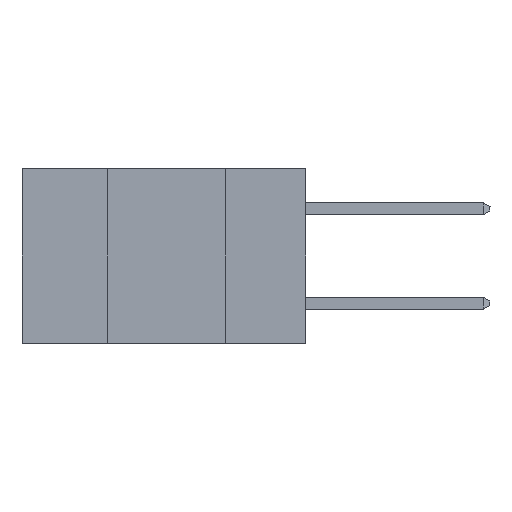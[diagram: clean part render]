
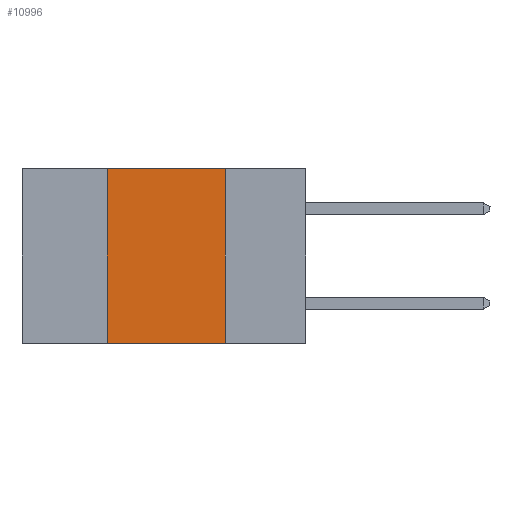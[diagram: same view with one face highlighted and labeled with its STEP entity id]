
A CAD part, left-side view. The second image highlights one B-rep face of the part: STEP entity #10996.
In plain terms, the highlighted planar face has unit normal (-1, 0, 0).
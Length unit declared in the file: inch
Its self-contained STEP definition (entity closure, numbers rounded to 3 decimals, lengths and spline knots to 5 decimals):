
#475 = VERTEX_POINT ( 'NONE', #11772 ) ;
#1987 = VECTOR ( 'NONE', #13094, 39.37008 ) ;
#2847 = LINE ( 'NONE', #15847, #17516 ) ;
#3385 = DIRECTION ( 'NONE',  ( 1., 0., 0. ) ) ;
#4171 = ORIENTED_EDGE ( 'NONE', *, *, #6296, .F. ) ;
#4556 = VECTOR ( 'NONE', #5440, 39.37008 ) ;
#5372 = FACE_OUTER_BOUND ( 'NONE', #7018, .T. ) ;
#5440 = DIRECTION ( 'NONE',  ( 0., -1., 0. ) ) ;
#5609 = ORIENTED_EDGE ( 'NONE', *, *, #12400, .F. ) ;
#5740 = CARTESIAN_POINT ( 'NONE',  ( 0., 0.42, 0. ) ) ;
#6040 = ORIENTED_EDGE ( 'NONE', *, *, #15018, .F. ) ;
#6208 = CARTESIAN_POINT ( 'NONE',  ( 0., 0.17, -0.37 ) ) ;
#6287 = PLANE ( 'NONE',  #11894 ) ;
#6296 = EDGE_CURVE ( 'NONE', #475, #11598, #13591, .T. ) ;
#6998 = DIRECTION ( 'NONE',  ( 0., 0., 1. ) ) ;
#7018 = EDGE_LOOP ( 'NONE', ( #4171, #6040, #5609, #9362 ) ) ;
#8293 = VERTEX_POINT ( 'NONE', #5740 ) ;
#8419 = VECTOR ( 'NONE', #6998, 39.37008 ) ;
#9362 = ORIENTED_EDGE ( 'NONE', *, *, #9525, .T. ) ;
#9525 = EDGE_CURVE ( 'NONE', #12127, #11598, #2847, .T. ) ;
#10996 = ADVANCED_FACE ( 'NONE', ( #5372 ), #6287, .F. ) ;
#11598 = VERTEX_POINT ( 'NONE', #6208 ) ;
#11772 = CARTESIAN_POINT ( 'NONE',  ( 0., 0.17, 0. ) ) ;
#11864 = LINE ( 'NONE', #14145, #8419 ) ;
#11894 = AXIS2_PLACEMENT_3D ( 'NONE', #13449, #3385, #13503 ) ;
#12127 = VERTEX_POINT ( 'NONE', #15000 ) ;
#12400 = EDGE_CURVE ( 'NONE', #12127, #8293, #11864, .T. ) ;
#13055 = DIRECTION ( 'NONE',  ( 0., -1., 0. ) ) ;
#13094 = DIRECTION ( 'NONE',  ( 0., 0., -1. ) ) ;
#13160 = CARTESIAN_POINT ( 'NONE',  ( 0., 0.17, 0. ) ) ;
#13449 = CARTESIAN_POINT ( 'NONE',  ( 0., 0.6, 0. ) ) ;
#13503 = DIRECTION ( 'NONE',  ( 0., 0., -1. ) ) ;
#13591 = LINE ( 'NONE', #13160, #1987 ) ;
#14145 = CARTESIAN_POINT ( 'NONE',  ( 0., 0.42, 0. ) ) ;
#15000 = CARTESIAN_POINT ( 'NONE',  ( 0., 0.42, -0.37 ) ) ;
#15018 = EDGE_CURVE ( 'NONE', #8293, #475, #15908, .T. ) ;
#15385 = CARTESIAN_POINT ( 'NONE',  ( 0., 0.6, 0. ) ) ;
#15847 = CARTESIAN_POINT ( 'NONE',  ( 0., 0.6, -0.37 ) ) ;
#15908 = LINE ( 'NONE', #15385, #4556 ) ;
#17516 = VECTOR ( 'NONE', #13055, 39.37008 ) ;
